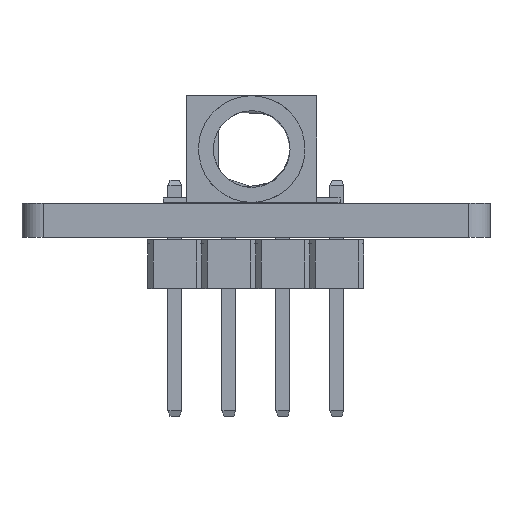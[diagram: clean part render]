
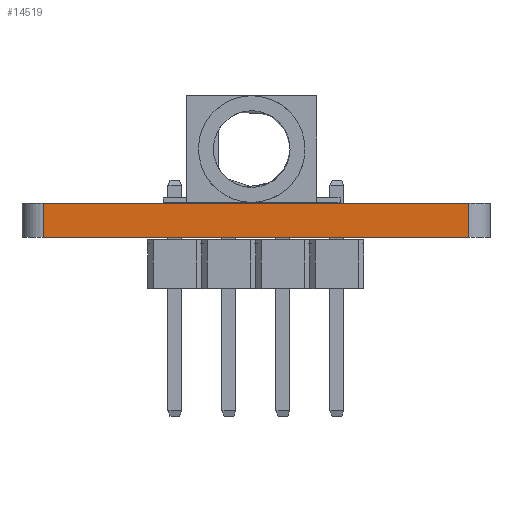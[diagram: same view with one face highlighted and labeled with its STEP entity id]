
A CAD part, front view. The second image highlights one B-rep face of the part: STEP entity #14519.
In plain terms, the highlighted planar face has unit normal (0, -1, 0).
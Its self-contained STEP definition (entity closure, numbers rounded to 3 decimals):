
#14336 = CYLINDRICAL_SURFACE('',#14337,1.);
#14337 = AXIS2_PLACEMENT_3D('',#14338,#14339,#14340);
#14338 = CARTESIAN_POINT('',(1.,1.,0.));
#14339 = DIRECTION('',(-0.,-0.,-1.));
#14340 = DIRECTION('',(1.,0.,-0.));
#14361 = VERTEX_POINT('',#14362);
#14362 = CARTESIAN_POINT('',(1.,0.,1.6));
#14377 = PLANE('',#14378);
#14378 = AXIS2_PLACEMENT_3D('',#14379,#14380,#14381);
#14379 = CARTESIAN_POINT('',(11.,11.,1.6));
#14380 = DIRECTION('',(0.,0.,1.));
#14381 = DIRECTION('',(1.,0.,-0.));
#14389 = EDGE_CURVE('',#14390,#14361,#14392,.T.);
#14390 = VERTEX_POINT('',#14391);
#14391 = CARTESIAN_POINT('',(1.,-0.,0.));
#14392 = SURFACE_CURVE('',#14393,(#14397,#14404),.PCURVE_S1.);
#14393 = LINE('',#14394,#14395);
#14394 = CARTESIAN_POINT('',(1.,-0.,0.));
#14395 = VECTOR('',#14396,1.);
#14396 = DIRECTION('',(0.,0.,1.));
#14397 = PCURVE('',#14336,#14398);
#14398 = DEFINITIONAL_REPRESENTATION('',(#14399),#14403);
#14399 = LINE('',#14400,#14401);
#14400 = CARTESIAN_POINT('',(-4.712,0.));
#14401 = VECTOR('',#14402,1.);
#14402 = DIRECTION('',(-0.,-1.));
#14403 = ( GEOMETRIC_REPRESENTATION_CONTEXT(2) 
PARAMETRIC_REPRESENTATION_CONTEXT() REPRESENTATION_CONTEXT('2D SPACE',''
  ) );
#14404 = PCURVE('',#14405,#14410);
#14405 = PLANE('',#14406);
#14406 = AXIS2_PLACEMENT_3D('',#14407,#14408,#14409);
#14407 = CARTESIAN_POINT('',(1.,0.,0.));
#14408 = DIRECTION('',(0.,1.,0.));
#14409 = DIRECTION('',(1.,0.,0.));
#14410 = DEFINITIONAL_REPRESENTATION('',(#14411),#14415);
#14411 = LINE('',#14412,#14413);
#14412 = CARTESIAN_POINT('',(0.,0.));
#14413 = VECTOR('',#14414,1.);
#14414 = DIRECTION('',(0.,-1.));
#14415 = ( GEOMETRIC_REPRESENTATION_CONTEXT(2) 
PARAMETRIC_REPRESENTATION_CONTEXT() REPRESENTATION_CONTEXT('2D SPACE',''
  ) );
#14432 = PLANE('',#14433);
#14433 = AXIS2_PLACEMENT_3D('',#14434,#14435,#14436);
#14434 = CARTESIAN_POINT('',(11.,11.,0.));
#14435 = DIRECTION('',(0.,0.,1.));
#14436 = DIRECTION('',(1.,0.,-0.));
#14519 = ADVANCED_FACE('',(#14520),#14405,.F.);
#14520 = FACE_BOUND('',#14521,.F.);
#14521 = EDGE_LOOP('',(#14522,#14523,#14546,#14574));
#14522 = ORIENTED_EDGE('',*,*,#14389,.T.);
#14523 = ORIENTED_EDGE('',*,*,#14524,.T.);
#14524 = EDGE_CURVE('',#14361,#14525,#14527,.T.);
#14525 = VERTEX_POINT('',#14526);
#14526 = CARTESIAN_POINT('',(21.,0.,1.6));
#14527 = SURFACE_CURVE('',#14528,(#14532,#14539),.PCURVE_S1.);
#14528 = LINE('',#14529,#14530);
#14529 = CARTESIAN_POINT('',(1.,0.,1.6));
#14530 = VECTOR('',#14531,1.);
#14531 = DIRECTION('',(1.,0.,0.));
#14532 = PCURVE('',#14405,#14533);
#14533 = DEFINITIONAL_REPRESENTATION('',(#14534),#14538);
#14534 = LINE('',#14535,#14536);
#14535 = CARTESIAN_POINT('',(0.,-1.6));
#14536 = VECTOR('',#14537,1.);
#14537 = DIRECTION('',(1.,0.));
#14538 = ( GEOMETRIC_REPRESENTATION_CONTEXT(2) 
PARAMETRIC_REPRESENTATION_CONTEXT() REPRESENTATION_CONTEXT('2D SPACE',''
  ) );
#14539 = PCURVE('',#14377,#14540);
#14540 = DEFINITIONAL_REPRESENTATION('',(#14541),#14545);
#14541 = LINE('',#14542,#14543);
#14542 = CARTESIAN_POINT('',(-10.,-11.));
#14543 = VECTOR('',#14544,1.);
#14544 = DIRECTION('',(1.,0.));
#14545 = ( GEOMETRIC_REPRESENTATION_CONTEXT(2) 
PARAMETRIC_REPRESENTATION_CONTEXT() REPRESENTATION_CONTEXT('2D SPACE',''
  ) );
#14546 = ORIENTED_EDGE('',*,*,#14547,.F.);
#14547 = EDGE_CURVE('',#14548,#14525,#14550,.T.);
#14548 = VERTEX_POINT('',#14549);
#14549 = CARTESIAN_POINT('',(21.,-0.,0.));
#14550 = SURFACE_CURVE('',#14551,(#14555,#14562),.PCURVE_S1.);
#14551 = LINE('',#14552,#14553);
#14552 = CARTESIAN_POINT('',(21.,-0.,0.));
#14553 = VECTOR('',#14554,1.);
#14554 = DIRECTION('',(0.,0.,1.));
#14555 = PCURVE('',#14405,#14556);
#14556 = DEFINITIONAL_REPRESENTATION('',(#14557),#14561);
#14557 = LINE('',#14558,#14559);
#14558 = CARTESIAN_POINT('',(20.,0.));
#14559 = VECTOR('',#14560,1.);
#14560 = DIRECTION('',(0.,-1.));
#14561 = ( GEOMETRIC_REPRESENTATION_CONTEXT(2) 
PARAMETRIC_REPRESENTATION_CONTEXT() REPRESENTATION_CONTEXT('2D SPACE',''
  ) );
#14562 = PCURVE('',#14563,#14568);
#14563 = CYLINDRICAL_SURFACE('',#14564,1.);
#14564 = AXIS2_PLACEMENT_3D('',#14565,#14566,#14567);
#14565 = CARTESIAN_POINT('',(21.,1.,0.));
#14566 = DIRECTION('',(-0.,-0.,-1.));
#14567 = DIRECTION('',(1.,0.,-0.));
#14568 = DEFINITIONAL_REPRESENTATION('',(#14569),#14573);
#14569 = LINE('',#14570,#14571);
#14570 = CARTESIAN_POINT('',(-4.712,0.));
#14571 = VECTOR('',#14572,1.);
#14572 = DIRECTION('',(-0.,-1.));
#14573 = ( GEOMETRIC_REPRESENTATION_CONTEXT(2) 
PARAMETRIC_REPRESENTATION_CONTEXT() REPRESENTATION_CONTEXT('2D SPACE',''
  ) );
#14574 = ORIENTED_EDGE('',*,*,#14575,.F.);
#14575 = EDGE_CURVE('',#14390,#14548,#14576,.T.);
#14576 = SURFACE_CURVE('',#14577,(#14581,#14588),.PCURVE_S1.);
#14577 = LINE('',#14578,#14579);
#14578 = CARTESIAN_POINT('',(1.,-0.,0.));
#14579 = VECTOR('',#14580,1.);
#14580 = DIRECTION('',(1.,0.,0.));
#14581 = PCURVE('',#14405,#14582);
#14582 = DEFINITIONAL_REPRESENTATION('',(#14583),#14587);
#14583 = LINE('',#14584,#14585);
#14584 = CARTESIAN_POINT('',(0.,0.));
#14585 = VECTOR('',#14586,1.);
#14586 = DIRECTION('',(1.,0.));
#14587 = ( GEOMETRIC_REPRESENTATION_CONTEXT(2) 
PARAMETRIC_REPRESENTATION_CONTEXT() REPRESENTATION_CONTEXT('2D SPACE',''
  ) );
#14588 = PCURVE('',#14432,#14589);
#14589 = DEFINITIONAL_REPRESENTATION('',(#14590),#14594);
#14590 = LINE('',#14591,#14592);
#14591 = CARTESIAN_POINT('',(-10.,-11.));
#14592 = VECTOR('',#14593,1.);
#14593 = DIRECTION('',(1.,0.));
#14594 = ( GEOMETRIC_REPRESENTATION_CONTEXT(2) 
PARAMETRIC_REPRESENTATION_CONTEXT() REPRESENTATION_CONTEXT('2D SPACE',''
  ) );
